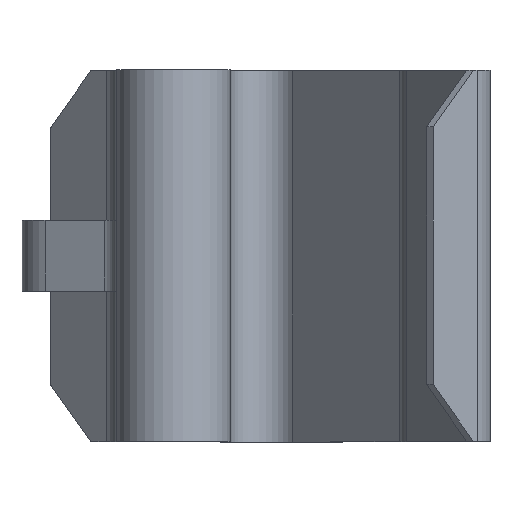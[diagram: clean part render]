
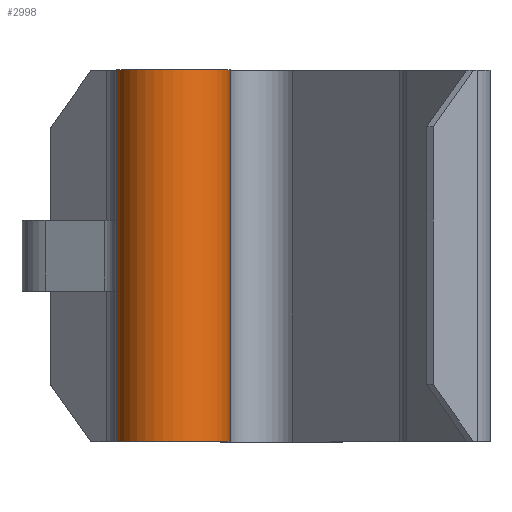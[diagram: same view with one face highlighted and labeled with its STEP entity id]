
A CAD part, top view. The second image highlights one B-rep face of the part: STEP entity #2998.
In plain terms, the highlighted cylindrical face has radius 1.2 mm (diameter 2.4 mm), a partial arc.
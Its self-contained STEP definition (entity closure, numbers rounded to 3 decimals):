
#209 = PLANE('',#210);
#210 = AXIS2_PLACEMENT_3D('',#211,#212,#213);
#211 = CARTESIAN_POINT('',(1.675,-3.925,-5.057));
#212 = DIRECTION('',(0.,1.,0.));
#213 = DIRECTION('',(0.,0.,1.));
#262 = PLANE('',#263);
#263 = AXIS2_PLACEMENT_3D('',#264,#265,#266);
#264 = CARTESIAN_POINT('',(1.675,3.925,-5.057));
#265 = DIRECTION('',(0.,1.,0.));
#266 = DIRECTION('',(0.,0.,1.));
#666 = VERTEX_POINT('',#667);
#667 = CARTESIAN_POINT('',(-1.2,3.925,0.));
#681 = PLANE('',#682);
#682 = AXIS2_PLACEMENT_3D('',#683,#684,#685);
#683 = CARTESIAN_POINT('',(-1.2,3.925,0.));
#684 = DIRECTION('',(1.,0.,0.));
#685 = DIRECTION('',(0.,0.,-1.));
#693 = EDGE_CURVE('',#694,#666,#696,.T.);
#694 = VERTEX_POINT('',#695);
#695 = CARTESIAN_POINT('',(1.2,3.925,0.));
#696 = SURFACE_CURVE('',#697,(#702,#713),.PCURVE_S1.);
#697 = CIRCLE('',#698,1.2);
#698 = AXIS2_PLACEMENT_3D('',#699,#700,#701);
#699 = CARTESIAN_POINT('',(0.,3.925,0.));
#700 = DIRECTION('',(0.,-1.,0.));
#701 = DIRECTION('',(1.,0.,0.));
#702 = PCURVE('',#262,#703);
#703 = DEFINITIONAL_REPRESENTATION('',(#704),#712);
#704 = ( BOUNDED_CURVE() B_SPLINE_CURVE(2,(#705,#706,#707,#708,#709,#710
,#711),.UNSPECIFIED.,.T.,.F.) B_SPLINE_CURVE_WITH_KNOTS((1,2,2,2,2,1),(
    -2.094,0.,2.094,4.189,6.283,
8.378),.UNSPECIFIED.) CURVE() GEOMETRIC_REPRESENTATION_ITEM() 
RATIONAL_B_SPLINE_CURVE((1.,0.5,1.,0.5,1.,0.5,1.)) REPRESENTATION_ITEM(
  '') );
#705 = CARTESIAN_POINT('',(5.057,-0.475));
#706 = CARTESIAN_POINT('',(7.136,-0.475));
#707 = CARTESIAN_POINT('',(6.096,-2.275));
#708 = CARTESIAN_POINT('',(5.057,-4.075));
#709 = CARTESIAN_POINT('',(4.018,-2.275));
#710 = CARTESIAN_POINT('',(2.979,-0.475));
#711 = CARTESIAN_POINT('',(5.057,-0.475));
#712 = ( GEOMETRIC_REPRESENTATION_CONTEXT(2) 
PARAMETRIC_REPRESENTATION_CONTEXT() REPRESENTATION_CONTEXT('2D SPACE',''
  ) );
#713 = PCURVE('',#714,#719);
#714 = CYLINDRICAL_SURFACE('',#715,1.2);
#715 = AXIS2_PLACEMENT_3D('',#716,#717,#718);
#716 = CARTESIAN_POINT('',(0.,3.925,0.));
#717 = DIRECTION('',(0.,1.,0.));
#718 = DIRECTION('',(1.,0.,0.));
#719 = DEFINITIONAL_REPRESENTATION('',(#720),#723);
#720 = B_SPLINE_CURVE_WITH_KNOTS('',1,(#721,#722),.UNSPECIFIED.,.F.,.F.,
  (2,2),(0.,3.142),.PIECEWISE_BEZIER_KNOTS.);
#721 = CARTESIAN_POINT('',(0.,0.));
#722 = CARTESIAN_POINT('',(-3.142,0.));
#723 = ( GEOMETRIC_REPRESENTATION_CONTEXT(2) 
PARAMETRIC_REPRESENTATION_CONTEXT() REPRESENTATION_CONTEXT('2D SPACE',''
  ) );
#741 = PLANE('',#742);
#742 = AXIS2_PLACEMENT_3D('',#743,#744,#745);
#743 = CARTESIAN_POINT('',(1.2,3.925,0.));
#744 = DIRECTION('',(1.,0.,0.));
#745 = DIRECTION('',(0.,0.,-1.));
#1186 = VERTEX_POINT('',#1187);
#1187 = CARTESIAN_POINT('',(-1.2,-3.925,0.));
#1208 = EDGE_CURVE('',#1209,#1186,#1211,.T.);
#1209 = VERTEX_POINT('',#1210);
#1210 = CARTESIAN_POINT('',(1.2,-3.925,0.));
#1211 = SURFACE_CURVE('',#1212,(#1217,#1228),.PCURVE_S1.);
#1212 = CIRCLE('',#1213,1.2);
#1213 = AXIS2_PLACEMENT_3D('',#1214,#1215,#1216);
#1214 = CARTESIAN_POINT('',(0.,-3.925,0.));
#1215 = DIRECTION('',(0.,-1.,0.));
#1216 = DIRECTION('',(1.,0.,0.));
#1217 = PCURVE('',#209,#1218);
#1218 = DEFINITIONAL_REPRESENTATION('',(#1219),#1227);
#1219 = ( BOUNDED_CURVE() B_SPLINE_CURVE(2,(#1220,#1221,#1222,#1223,
#1224,#1225,#1226),.UNSPECIFIED.,.T.,.F.) B_SPLINE_CURVE_WITH_KNOTS((1,2
    ,2,2,2,1),(-2.094,0.,2.094,4.189,
6.283,8.378),.UNSPECIFIED.) CURVE() 
GEOMETRIC_REPRESENTATION_ITEM() RATIONAL_B_SPLINE_CURVE((1.,0.5,1.,0.5,
1.,0.5,1.)) REPRESENTATION_ITEM('') );
#1220 = CARTESIAN_POINT('',(5.057,-0.475));
#1221 = CARTESIAN_POINT('',(7.136,-0.475));
#1222 = CARTESIAN_POINT('',(6.096,-2.275));
#1223 = CARTESIAN_POINT('',(5.057,-4.075));
#1224 = CARTESIAN_POINT('',(4.018,-2.275));
#1225 = CARTESIAN_POINT('',(2.979,-0.475));
#1226 = CARTESIAN_POINT('',(5.057,-0.475));
#1227 = ( GEOMETRIC_REPRESENTATION_CONTEXT(2) 
PARAMETRIC_REPRESENTATION_CONTEXT() REPRESENTATION_CONTEXT('2D SPACE',''
  ) );
#1228 = PCURVE('',#714,#1229);
#1229 = DEFINITIONAL_REPRESENTATION('',(#1230),#1233);
#1230 = B_SPLINE_CURVE_WITH_KNOTS('',1,(#1231,#1232),.UNSPECIFIED.,.F.,
  .F.,(2,2),(0.,3.142),.PIECEWISE_BEZIER_KNOTS.);
#1231 = CARTESIAN_POINT('',(0.,-7.85));
#1232 = CARTESIAN_POINT('',(-3.142,-7.85));
#1233 = ( GEOMETRIC_REPRESENTATION_CONTEXT(2) 
PARAMETRIC_REPRESENTATION_CONTEXT() REPRESENTATION_CONTEXT('2D SPACE',''
  ) );
#2976 = EDGE_CURVE('',#694,#1209,#2977,.T.);
#2977 = SURFACE_CURVE('',#2978,(#2982,#2989),.PCURVE_S1.);
#2978 = LINE('',#2979,#2980);
#2979 = CARTESIAN_POINT('',(1.2,3.925,0.));
#2980 = VECTOR('',#2981,1.);
#2981 = DIRECTION('',(0.,-1.,0.));
#2982 = PCURVE('',#741,#2983);
#2983 = DEFINITIONAL_REPRESENTATION('',(#2984),#2988);
#2984 = LINE('',#2985,#2986);
#2985 = CARTESIAN_POINT('',(0.,0.));
#2986 = VECTOR('',#2987,1.);
#2987 = DIRECTION('',(0.,-1.));
#2988 = ( GEOMETRIC_REPRESENTATION_CONTEXT(2) 
PARAMETRIC_REPRESENTATION_CONTEXT() REPRESENTATION_CONTEXT('2D SPACE',''
  ) );
#2989 = PCURVE('',#714,#2990);
#2990 = DEFINITIONAL_REPRESENTATION('',(#2991),#2994);
#2991 = B_SPLINE_CURVE_WITH_KNOTS('',1,(#2992,#2993),.UNSPECIFIED.,.F.,
  .F.,(2,2),(0.,7.85),.PIECEWISE_BEZIER_KNOTS.);
#2992 = CARTESIAN_POINT('',(0.,0.));
#2993 = CARTESIAN_POINT('',(0.,-7.85));
#2994 = ( GEOMETRIC_REPRESENTATION_CONTEXT(2) 
PARAMETRIC_REPRESENTATION_CONTEXT() REPRESENTATION_CONTEXT('2D SPACE',''
  ) );
#2998 = ADVANCED_FACE('',(#2999),#714,.T.);
#2999 = FACE_BOUND('',#3000,.F.);
#3000 = EDGE_LOOP('',(#3001,#3002,#3003,#3023));
#3001 = ORIENTED_EDGE('',*,*,#2976,.T.);
#3002 = ORIENTED_EDGE('',*,*,#1208,.T.);
#3003 = ORIENTED_EDGE('',*,*,#3004,.F.);
#3004 = EDGE_CURVE('',#666,#1186,#3005,.T.);
#3005 = SURFACE_CURVE('',#3006,(#3010,#3016),.PCURVE_S1.);
#3006 = LINE('',#3007,#3008);
#3007 = CARTESIAN_POINT('',(-1.2,3.925,0.));
#3008 = VECTOR('',#3009,1.);
#3009 = DIRECTION('',(0.,-1.,0.));
#3010 = PCURVE('',#714,#3011);
#3011 = DEFINITIONAL_REPRESENTATION('',(#3012),#3015);
#3012 = B_SPLINE_CURVE_WITH_KNOTS('',1,(#3013,#3014),.UNSPECIFIED.,.F.,
  .F.,(2,2),(0.,7.85),.PIECEWISE_BEZIER_KNOTS.);
#3013 = CARTESIAN_POINT('',(-3.142,0.));
#3014 = CARTESIAN_POINT('',(-3.142,-7.85));
#3015 = ( GEOMETRIC_REPRESENTATION_CONTEXT(2) 
PARAMETRIC_REPRESENTATION_CONTEXT() REPRESENTATION_CONTEXT('2D SPACE',''
  ) );
#3016 = PCURVE('',#681,#3017);
#3017 = DEFINITIONAL_REPRESENTATION('',(#3018),#3022);
#3018 = LINE('',#3019,#3020);
#3019 = CARTESIAN_POINT('',(0.,0.));
#3020 = VECTOR('',#3021,1.);
#3021 = DIRECTION('',(0.,-1.));
#3022 = ( GEOMETRIC_REPRESENTATION_CONTEXT(2) 
PARAMETRIC_REPRESENTATION_CONTEXT() REPRESENTATION_CONTEXT('2D SPACE',''
  ) );
#3023 = ORIENTED_EDGE('',*,*,#693,.F.);
